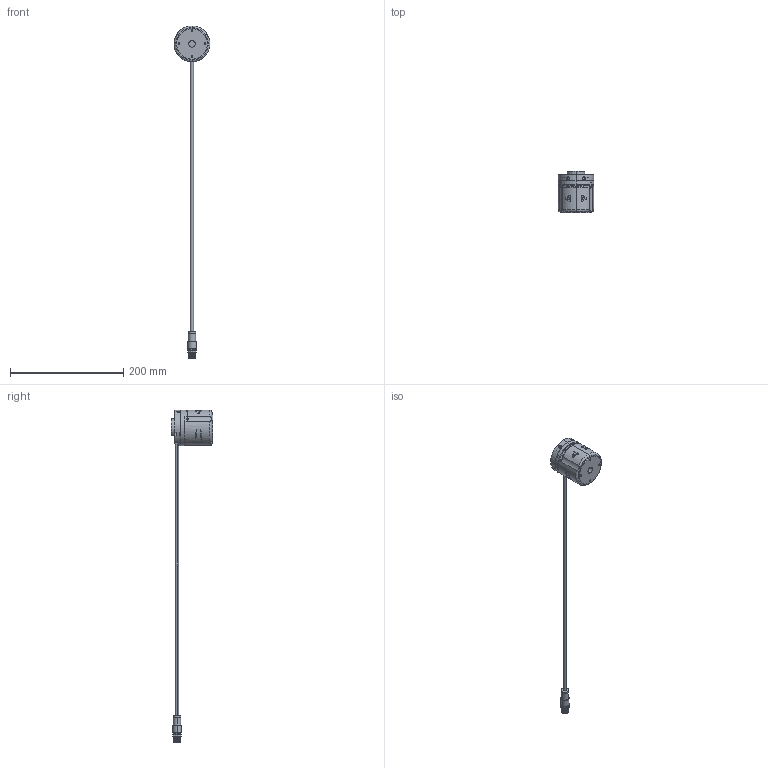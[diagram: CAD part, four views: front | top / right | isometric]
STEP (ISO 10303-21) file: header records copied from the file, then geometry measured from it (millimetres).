
FILE_DESCRIPTION(('STEP AP242'),'1');
FILE_NAME('10_03_01_00556.stp','2021-02-08T08:22:11',('TraceParts'),('TraceParts S.A.'),'Spatial InterOp 3D',' ',' ');
FILE_SCHEMA(('AP242_MANAGED_MODEL_BASED_3D_ENGINEERING_MIM_LF {1 0 10303 442 1 1 4}'));
Length unit declared in the file: millimetre
Products named in the file (1): 10_03_01_00556_1
Bounding box: 63 x 73.4 x 585.85 mm (x, y, z)
Volume: 215499.7 mm3; surface area: 52367.9 mm2
Topology: 7 solids, 7 shells, 733 faces, 1902 edges, 1242 vertices
Faces by surface type: cylinder 349, plane 268, cone 68, bspline 46, torus 2
Entity records: 26825 total; most frequent: CARTESIAN_POINT 8284, ORIENTED_EDGE 3804, DIRECTION 3780, EDGE_CURVE 1902, AXIS2_PLACEMENT_3D 1412, VERTEX_POINT 1242, LINE 956, VECTOR 956
